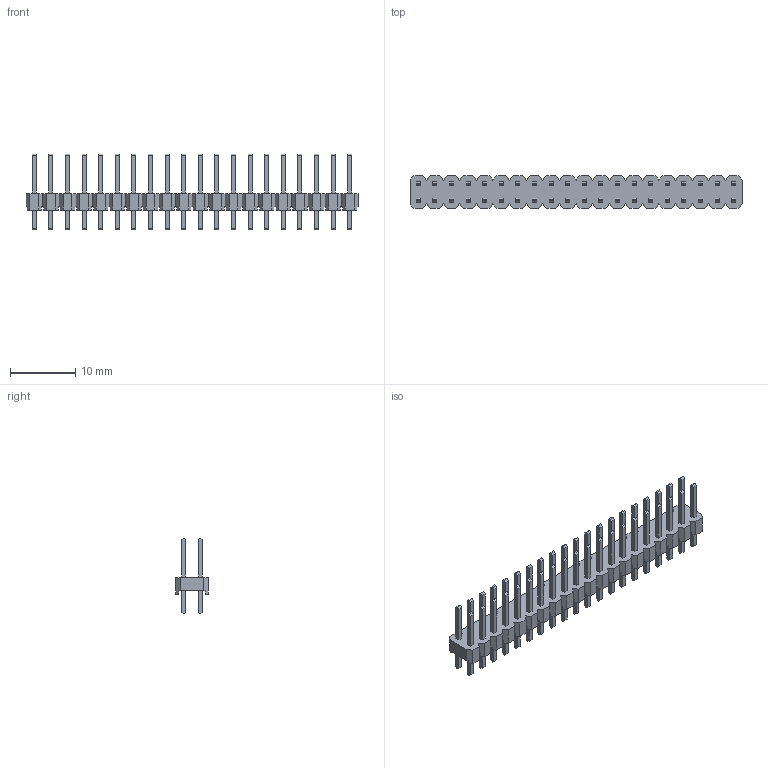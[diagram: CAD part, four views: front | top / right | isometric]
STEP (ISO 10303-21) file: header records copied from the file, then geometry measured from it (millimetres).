
FILE_DESCRIPTION(/* description */ (''),/* implementation_level */ '2;1');
FILE_NAME(/* name */ '',/* time_stamp */ '2025-12-25T10:46:04+08:00',/* author */ (''),/* organization */ (''),/* preprocessor_version */ 'ST-DEVELOPER v20.1',/* originating_system */ 'Autodesk Translation Framework v14.21.0.0',/* authorisation */ '');
FILE_SCHEMA (('AUTOMOTIVE_DESIGN { 1 0 10303 214 3 1 1 }'));
Length unit declared in the file: millimetre
Products named in the file (1): T79x-U2-HDR-TH_40P-P2.54-V-M-R2-C20-S2.54
Bounding box: 50.8 x 5 x 11.54 mm (x, y, z)
Volume: 654 mm3; surface area: 2211.6 mm2
Topology: 41 solids, 41 shells, 764 faces, 2046 edges, 1364 vertices
Faces by surface type: plane 764
Entity records: 23497 total; most frequent: CARTESIAN_POINT 4175, ORIENTED_EDGE 4092, DIRECTION 3576, LINE 2046, VECTOR 2046, EDGE_CURVE 2046, VERTEX_POINT 1364, EDGE_LOOP 844
